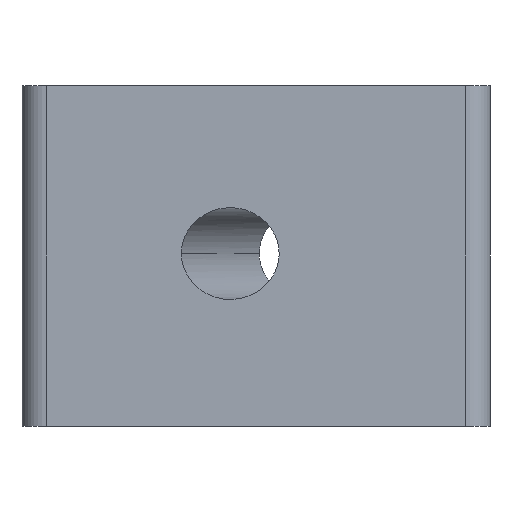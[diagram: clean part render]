
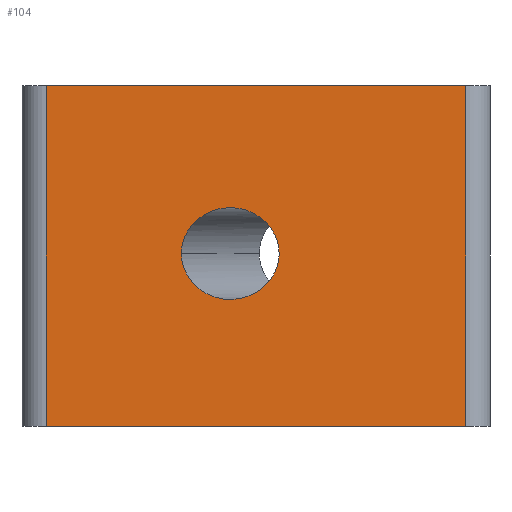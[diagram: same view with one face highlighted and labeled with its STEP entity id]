
A CAD part, front view. The second image highlights one B-rep face of the part: STEP entity #104.
In plain terms, the highlighted planar face has unit normal (0, -1, 0).
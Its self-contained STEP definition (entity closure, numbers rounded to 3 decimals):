
#4 = CARTESIAN_POINT ( 'NONE',  ( 21.45, -10.95, 17.45 ) ) ;
#18 = VERTEX_POINT ( 'NONE', #4 ) ;
#21 = LINE ( 'NONE', #432, #599 ) ;
#26 = CARTESIAN_POINT ( 'NONE',  ( 2.367, -10.95, 0.25 ) ) ;
#30 = DIRECTION ( 'NONE',  ( 1., 0., 0. ) ) ;
#58 = CARTESIAN_POINT ( 'NONE',  ( -21.45, -10.95, -17.45 ) ) ;
#69 = VERTEX_POINT ( 'NONE', #58 ) ;
#96 = LINE ( 'NONE', #289, #496 ) ;
#104 = ADVANCED_FACE ( 'NONE', ( #203, #398 ), #316, .F. ) ;
#117 = ORIENTED_EDGE ( 'NONE', *, *, #366, .F. ) ;
#121 = LINE ( 'NONE', #581, #281 ) ;
#125 = CARTESIAN_POINT ( 'NONE',  ( 2.367, -10.95, 0.25 ) ) ;
#127 = ORIENTED_EDGE ( 'NONE', *, *, #620, .F. ) ;
#177 = CARTESIAN_POINT ( 'NONE',  ( -7.634, -10.95, 0.25 ) ) ;
#182 = EDGE_CURVE ( 'NONE', #631, #18, #96, .T. ) ;
#203 = FACE_BOUND ( 'NONE', #577, .T. ) ;
#208 = ORIENTED_EDGE ( 'NONE', *, *, #597, .F. ) ;
#215 =( BOUNDED_CURVE ( )  B_SPLINE_CURVE ( 3, ( #177, #373, #380, #125 ),
 .UNSPECIFIED., .F., .T. ) 
 B_SPLINE_CURVE_WITH_KNOTS ( ( 4, 4 ),
 ( 0., 3.142 ),
 .UNSPECIFIED. ) 
 CURVE ( )  GEOMETRIC_REPRESENTATION_ITEM ( )  RATIONAL_B_SPLINE_CURVE ( ( 1., 0.333, 0.333, 1. ) ) 
 REPRESENTATION_ITEM ( '' )  );
#219 = CARTESIAN_POINT ( 'NONE',  ( -21.45, -10.95, 17.45 ) ) ;
#229 = CARTESIAN_POINT ( 'NONE',  ( -7.634, -10.95, 0.25 ) ) ;
#259 = CARTESIAN_POINT ( 'NONE',  ( -7.634, -10.95, 0.25 ) ) ;
#281 = VECTOR ( 'NONE', #533, 1000. ) ;
#289 = CARTESIAN_POINT ( 'NONE',  ( -21.45, -10.95, 17.45 ) ) ;
#314 = AXIS2_PLACEMENT_3D ( 'NONE', #507, #600, #553 ) ;
#316 = PLANE ( 'NONE',  #314 ) ;
#336 = ORIENTED_EDGE ( 'NONE', *, *, #587, .T. ) ;
#338 = CARTESIAN_POINT ( 'NONE',  ( 2.367, -10.95, 9.648 ) ) ;
#343 = DIRECTION ( 'NONE',  ( 0., 0., -1. ) ) ;
#366 = EDGE_CURVE ( 'NONE', #18, #416, #21, .T. ) ;
#371 = VERTEX_POINT ( 'NONE', #26 ) ;
#373 = CARTESIAN_POINT ( 'NONE',  ( -7.634, -10.95, -9.148 ) ) ;
#378 = CARTESIAN_POINT ( 'NONE',  ( 2.367, -10.95, 0.25 ) ) ;
#380 = CARTESIAN_POINT ( 'NONE',  ( 2.367, -10.95, -9.148 ) ) ;
#398 = FACE_OUTER_BOUND ( 'NONE', #434, .T. ) ;
#416 = VERTEX_POINT ( 'NONE', #630 ) ;
#432 = CARTESIAN_POINT ( 'NONE',  ( 21.45, -10.95, 17.45 ) ) ;
#433 = DIRECTION ( 'NONE',  ( 1., 0., 0. ) ) ;
#434 = EDGE_LOOP ( 'NONE', ( #601, #117, #611, #336 ) ) ;
#448 = EDGE_CURVE ( 'NONE', #69, #416, #578, .T. ) ;
#496 = VECTOR ( 'NONE', #433, 1000. ) ;
#507 = CARTESIAN_POINT ( 'NONE',  ( -21.45, -10.95, 17.45 ) ) ;
#510 = VECTOR ( 'NONE', #30, 1000. ) ;
#514 = CARTESIAN_POINT ( 'NONE',  ( -7.634, -10.95, 9.648 ) ) ;
#520 = VERTEX_POINT ( 'NONE', #259 ) ;
#529 = CARTESIAN_POINT ( 'NONE',  ( -21.45, -10.95, -17.45 ) ) ;
#533 = DIRECTION ( 'NONE',  ( 0., 0., -1. ) ) ;
#553 = DIRECTION ( 'NONE',  ( 0., 0., 1. ) ) ;
#577 = EDGE_LOOP ( 'NONE', ( #208, #127 ) ) ;
#578 = LINE ( 'NONE', #529, #510 ) ;
#581 = CARTESIAN_POINT ( 'NONE',  ( -21.45, -10.95, 17.45 ) ) ;
#587 = EDGE_CURVE ( 'NONE', #631, #69, #121, .T. ) ;
#597 = EDGE_CURVE ( 'NONE', #371, #520, #598, .T. ) ;
#598 =( BOUNDED_CURVE ( )  B_SPLINE_CURVE ( 3, ( #378, #338, #514, #229 ),
 .UNSPECIFIED., .F., .T. ) 
 B_SPLINE_CURVE_WITH_KNOTS ( ( 4, 4 ),
 ( 3.142, 6.283 ),
 .UNSPECIFIED. ) 
 CURVE ( )  GEOMETRIC_REPRESENTATION_ITEM ( )  RATIONAL_B_SPLINE_CURVE ( ( 1., 0.333, 0.333, 1. ) ) 
 REPRESENTATION_ITEM ( '' )  );
#599 = VECTOR ( 'NONE', #343, 1000. ) ;
#600 = DIRECTION ( 'NONE',  ( 0., 1., 0. ) ) ;
#601 = ORIENTED_EDGE ( 'NONE', *, *, #448, .T. ) ;
#611 = ORIENTED_EDGE ( 'NONE', *, *, #182, .F. ) ;
#620 = EDGE_CURVE ( 'NONE', #520, #371, #215, .T. ) ;
#630 = CARTESIAN_POINT ( 'NONE',  ( 21.45, -10.95, -17.45 ) ) ;
#631 = VERTEX_POINT ( 'NONE', #219 ) ;
